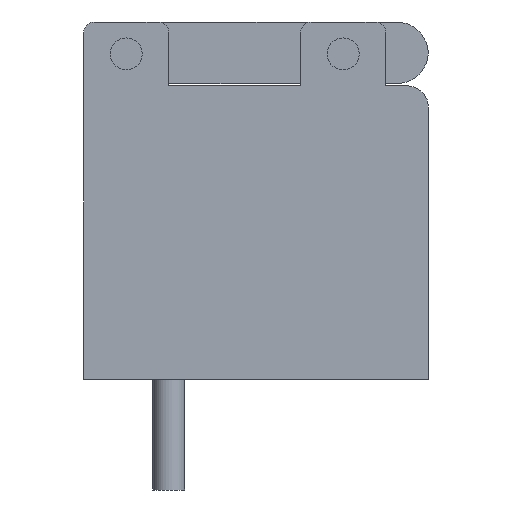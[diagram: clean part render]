
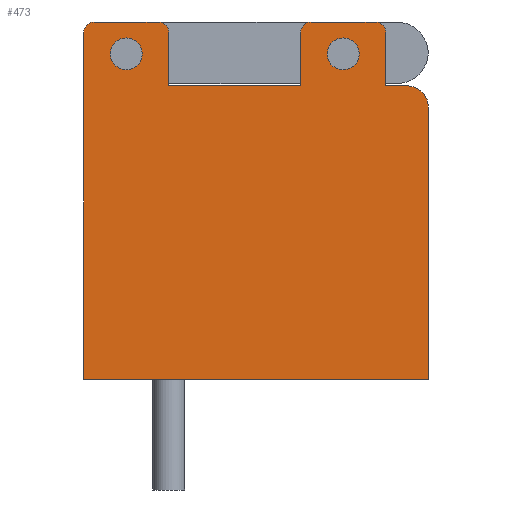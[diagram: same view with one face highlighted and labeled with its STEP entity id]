
A CAD part, left-side view. The second image highlights one B-rep face of the part: STEP entity #473.
In plain terms, the highlighted planar face has unit normal (-1, 0, 0).
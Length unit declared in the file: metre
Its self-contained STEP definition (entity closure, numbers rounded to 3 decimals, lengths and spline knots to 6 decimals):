
#473 = ADVANCED_FACE( '', ( #1063, #1064, #1065 ), #1066, .T. );
#1063 = FACE_OUTER_BOUND( '', #1777, .T. );
#1064 = FACE_BOUND( '', #1778, .T. );
#1065 = FACE_BOUND( '', #1779, .T. );
#1066 = PLANE( '', #1780 );
#1777 = EDGE_LOOP( '', ( #3070, #3071, #3072, #3073, #3074, #3075, #3076, #3077, #3078, #3079, #3080, #3081, #3082, #3083, #3084 ) );
#1778 = EDGE_LOOP( '', ( #3085 ) );
#1779 = EDGE_LOOP( '', ( #3086 ) );
#1780 = AXIS2_PLACEMENT_3D( '', #3087, #3088, #3089 );
#3070 = ORIENTED_EDGE( '', *, *, #4174, .T. );
#3071 = ORIENTED_EDGE( '', *, *, #4487, .T. );
#3072 = ORIENTED_EDGE( '', *, *, #4488, .F. );
#3073 = ORIENTED_EDGE( '', *, *, #4191, .F. );
#3074 = ORIENTED_EDGE( '', *, *, #4489, .T. );
#3075 = ORIENTED_EDGE( '', *, *, #4490, .T. );
#3076 = ORIENTED_EDGE( '', *, *, #4465, .F. );
#3077 = ORIENTED_EDGE( '', *, *, #4083, .T. );
#3078 = ORIENTED_EDGE( '', *, *, #4366, .T. );
#3079 = ORIENTED_EDGE( '', *, *, #4483, .T. );
#3080 = ORIENTED_EDGE( '', *, *, #4440, .F. );
#3081 = ORIENTED_EDGE( '', *, *, #4302, .T. );
#3082 = ORIENTED_EDGE( '', *, *, #4264, .F. );
#3083 = ORIENTED_EDGE( '', *, *, #4226, .T. );
#3084 = ORIENTED_EDGE( '', *, *, #4206, .T. );
#3085 = ORIENTED_EDGE( '', *, *, #4284, .F. );
#3086 = ORIENTED_EDGE( '', *, *, #4396, .F. );
#3087 = CARTESIAN_POINT( '', ( -0.00555, -0.0041, 0.0069 ) );
#3088 = DIRECTION( '', ( -1., 0., 0. ) );
#3089 = DIRECTION( '', ( 0., -1., 0. ) );
#4083 = EDGE_CURVE( '', #4881, #4879, #4882, .T. );
#4174 = EDGE_CURVE( '', #5035, #5033, #5036, .T. );
#4191 = EDGE_CURVE( '', #5064, #5060, #5066, .T. );
#4206 = EDGE_CURVE( '', #5092, #5035, #5093, .T. );
#4226 = EDGE_CURVE( '', #5125, #5092, #5126, .T. );
#4264 = EDGE_CURVE( '', #5125, #5189, #5190, .T. );
#4284 = EDGE_CURVE( '', #5218, #5218, #5219, .T. );
#4302 = EDGE_CURVE( '', #5246, #5189, #5247, .T. );
#4366 = EDGE_CURVE( '', #4879, #5344, #5346, .T. );
#4396 = EDGE_CURVE( '', #5390, #5390, #5391, .T. );
#4440 = EDGE_CURVE( '', #5246, #5455, #5456, .T. );
#4465 = EDGE_CURVE( '', #4881, #5491, #5492, .T. );
#4483 = EDGE_CURVE( '', #5344, #5455, #5515, .T. );
#4487 = EDGE_CURVE( '', #5033, #5519, #5520, .T. );
#4488 = EDGE_CURVE( '', #5060, #5519, #5521, .T. );
#4489 = EDGE_CURVE( '', #5064, #5522, #5523, .T. );
#4490 = EDGE_CURVE( '', #5522, #5491, #5524, .T. );
#4879 = VERTEX_POINT( '', #6052 );
#4881 = VERTEX_POINT( '', #6055 );
#4882 = CIRCLE( '', #6056, 0.0005 );
#5033 = VERTEX_POINT( '', #6272 );
#5035 = VERTEX_POINT( '', #6275 );
#5036 = LINE( '', #6276, #6277 );
#5060 = VERTEX_POINT( '', #6317 );
#5064 = VERTEX_POINT( '', #6323 );
#5066 = LINE( '', #6326, #6327 );
#5092 = VERTEX_POINT( '', #6368 );
#5093 = CIRCLE( '', #6369, 0.0005 );
#5125 = VERTEX_POINT( '', #6423 );
#5126 = LINE( '', #6424, #6425 );
#5189 = VERTEX_POINT( '', #6520 );
#5190 = LINE( '', #6521, #6522 );
#5218 = VERTEX_POINT( '', #6562 );
#5219 = CIRCLE( '', #6563, 0.00075 );
#5246 = VERTEX_POINT( '', #6606 );
#5247 = CIRCLE( '', #6607, 0.001 );
#5344 = VERTEX_POINT( '', #6754 );
#5346 = LINE( '', #6757, #6758 );
#5390 = VERTEX_POINT( '', #6818 );
#5391 = CIRCLE( '', #6819, 0.00075 );
#5455 = VERTEX_POINT( '', #6912 );
#5456 = LINE( '', #6913, #6914 );
#5491 = VERTEX_POINT( '', #6970 );
#5492 = LINE( '', #6971, #6972 );
#5515 = LINE( '', #7005, #7006 );
#5519 = VERTEX_POINT( '', #7011 );
#5520 = CIRCLE( '', #7012, 0.0005 );
#5521 = LINE( '', #7013, #7014 );
#5522 = VERTEX_POINT( '', #7015 );
#5523 = LINE( '', #7016, #7017 );
#5524 = CIRCLE( '', #7018, 0.0005 );
#6052 = CARTESIAN_POINT( '', ( -0.00555, 0.004, 0.0163 ) );
#6055 = CARTESIAN_POINT( '', ( -0.00555, 0.0035, 0.0168 ) );
#6056 = AXIS2_PLACEMENT_3D( '', #7492, #7493, #7494 );
#6272 = CARTESIAN_POINT( '', ( -0.00555, -0.0067, 0.0168 ) );
#6275 = CARTESIAN_POINT( '', ( -0.00555, -0.0097, 0.0168 ) );
#6276 = CARTESIAN_POINT( '', ( -0.00555, -0.009406, 0.0168 ) );
#6277 = VECTOR( '', #7582, 1. );
#6317 = CARTESIAN_POINT( '', ( -0.00555, -0.0062, 0.0138 ) );
#6323 = CARTESIAN_POINT( '', ( -0.00555, 0., 0.0138 ) );
#6326 = CARTESIAN_POINT( '', ( -0.00555, -0.0041, 0.0138 ) );
#6327 = VECTOR( '', #7595, 1. );
#6368 = CARTESIAN_POINT( '', ( -0.00555, -0.0102, 0.0163 ) );
#6369 = AXIS2_PLACEMENT_3D( '', #7610, #7611, #7612 );
#6423 = CARTESIAN_POINT( '', ( -0.00555, -0.0102, 0.0138 ) );
#6424 = CARTESIAN_POINT( '', ( -0.00555, -0.0102, 0.015509 ) );
#6425 = VECTOR( '', #7633, 1. );
#6520 = CARTESIAN_POINT( '', ( -0.00555, -0.0112, 0.0138 ) );
#6521 = CARTESIAN_POINT( '', ( -0.00555, -0.0041, 0.0138 ) );
#6522 = VECTOR( '', #7668, 1. );
#6562 = CARTESIAN_POINT( '', ( -0.00555, 0.00125, 0.0153 ) );
#6563 = AXIS2_PLACEMENT_3D( '', #7687, #7688, #7689 );
#6606 = CARTESIAN_POINT( '', ( -0.00555, -0.0122, 0.0128 ) );
#6607 = AXIS2_PLACEMENT_3D( '', #7716, #7717, #7718 );
#6754 = CARTESIAN_POINT( '', ( -0.00555, 0.004, 0. ) );
#6757 = CARTESIAN_POINT( '', ( -0.00555, 0.004, 0.0065 ) );
#6758 = VECTOR( '', #7786, 1. );
#6818 = CARTESIAN_POINT( '', ( -0.00555, -0.00895, 0.0153 ) );
#6819 = AXIS2_PLACEMENT_3D( '', #7824, #7825, #7826 );
#6912 = CARTESIAN_POINT( '', ( -0.00555, -0.0122, 0. ) );
#6913 = CARTESIAN_POINT( '', ( -0.00555, -0.0122, 0.0074 ) );
#6914 = VECTOR( '', #7870, 1. );
#6970 = CARTESIAN_POINT( '', ( -0.00555, 0.0005, 0.0168 ) );
#6971 = CARTESIAN_POINT( '', ( -0.00555, 0.00253, 0.0168 ) );
#6972 = VECTOR( '', #7892, 1. );
#7005 = CARTESIAN_POINT( '', ( -0.00555, -0.0041, 0. ) );
#7006 = VECTOR( '', #7909, 1. );
#7011 = CARTESIAN_POINT( '', ( -0.00555, -0.0062, 0.0163 ) );
#7012 = AXIS2_PLACEMENT_3D( '', #7911, #7912, #7913 );
#7013 = CARTESIAN_POINT( '', ( -0.00555, -0.0062, 0.015091 ) );
#7014 = VECTOR( '', #7914, 1. );
#7015 = CARTESIAN_POINT( '', ( -0.00555, 0., 0.0163 ) );
#7016 = CARTESIAN_POINT( '', ( -0.00555, 0., 0.015344 ) );
#7017 = VECTOR( '', #7915, 1. );
#7018 = AXIS2_PLACEMENT_3D( '', #7916, #7917, #7918 );
#7492 = CARTESIAN_POINT( '', ( -0.00555, 0.0035, 0.0163 ) );
#7493 = DIRECTION( '', ( -1., 0., 0. ) );
#7494 = DIRECTION( '', ( 0., -1., 0. ) );
#7582 = DIRECTION( '', ( 0., 1., 0. ) );
#7595 = DIRECTION( '', ( 0., -1., 0. ) );
#7610 = CARTESIAN_POINT( '', ( -0.00555, -0.0097, 0.0163 ) );
#7611 = DIRECTION( '', ( -1., 0., 0. ) );
#7612 = DIRECTION( '', ( 0., -1., 0. ) );
#7633 = DIRECTION( '', ( 0., 0., 1. ) );
#7668 = DIRECTION( '', ( 0., -1., 0. ) );
#7687 = CARTESIAN_POINT( '', ( -0.00555, 0.002, 0.0153 ) );
#7688 = DIRECTION( '', ( -1., 0., 0. ) );
#7689 = DIRECTION( '', ( 0., -1., 0. ) );
#7716 = CARTESIAN_POINT( '', ( -0.00555, -0.0112, 0.0128 ) );
#7717 = DIRECTION( '', ( -1., 0., 0. ) );
#7718 = DIRECTION( '', ( 0., -1., 0. ) );
#7786 = DIRECTION( '', ( 0., 0., -1. ) );
#7824 = CARTESIAN_POINT( '', ( -0.00555, -0.0082, 0.0153 ) );
#7825 = DIRECTION( '', ( -1., 0., 0. ) );
#7826 = DIRECTION( '', ( 0., -1., 0. ) );
#7870 = DIRECTION( '', ( 0., 0., -1. ) );
#7892 = DIRECTION( '', ( 0., -1., 0. ) );
#7909 = DIRECTION( '', ( 0., -1., 0. ) );
#7911 = CARTESIAN_POINT( '', ( -0.00555, -0.0067, 0.0163 ) );
#7912 = DIRECTION( '', ( -1., 0., 0. ) );
#7913 = DIRECTION( '', ( 0., -1., 0. ) );
#7914 = DIRECTION( '', ( 0., 0., 1. ) );
#7915 = DIRECTION( '', ( 0., 0., 1. ) );
#7916 = CARTESIAN_POINT( '', ( -0.00555, 0.0005, 0.0163 ) );
#7917 = DIRECTION( '', ( -1., 0., 0. ) );
#7918 = DIRECTION( '', ( 0., -1., 0. ) );
